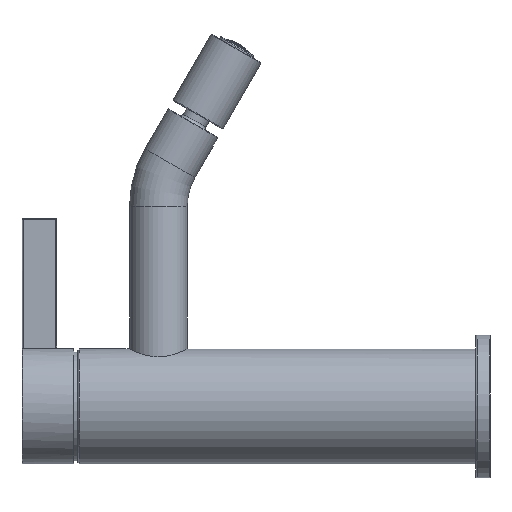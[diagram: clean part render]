
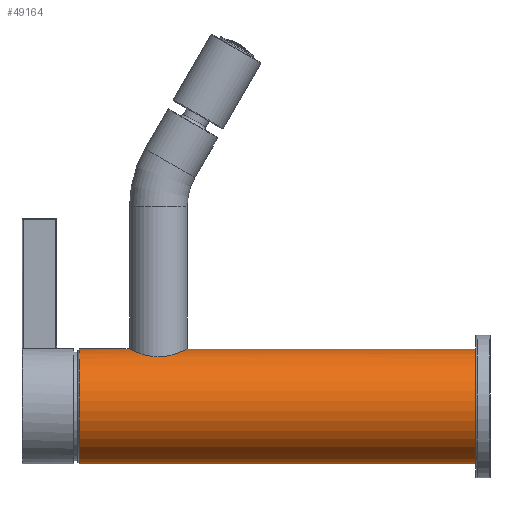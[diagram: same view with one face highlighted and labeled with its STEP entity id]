
A CAD part, left-side view. The second image highlights one B-rep face of the part: STEP entity #49164.
In plain terms, the highlighted cylindrical face has radius 20 mm (diameter 40 mm), a full revolution.
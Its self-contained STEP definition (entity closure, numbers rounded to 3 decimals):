
#8636=CYLINDRICAL_SURFACE('',#53146,20.);
#8931=B_SPLINE_CURVE_WITH_KNOTS('',3,(#68677,#68678,#68679,#68680,#68681,
#68682,#68683,#68684,#68685,#68686,#68687,#68688,#68689,#68690,#68691,#68692,
#68693,#68694,#68695,#68696,#68697,#68698),.UNSPECIFIED.,.T.,.F.,(1,1,1,
1,1,1,1,1,1,1,1,1,1,1,1,1,1,1,1,1,1,1,1,1,1,1),(-0.012,-0.008,
-0.004,0.,0.002,0.004,0.008,
0.012,0.016,0.021,0.025,
0.027,0.029,0.031,0.033,
0.037,0.041,0.045,0.049,
0.054,0.058,0.062,0.066,
0.068,0.07,0.074),.UNSPECIFIED.);
#12328=ORIENTED_EDGE('',*,*,#27926,.T.);
#12329=ORIENTED_EDGE('',*,*,#27927,.T.);
#12330=ORIENTED_EDGE('',*,*,#27925,.T.);
#27925=EDGE_CURVE('',#35733,#35733,#40980,.T.);
#27926=EDGE_CURVE('',#35734,#35734,#8931,.T.);
#27927=EDGE_CURVE('',#35735,#35735,#40981,.T.);
#35733=VERTEX_POINT('',#68675);
#35734=VERTEX_POINT('',#68699);
#35735=VERTEX_POINT('',#68701);
#40980=CIRCLE('',#53145,20.);
#40981=CIRCLE('',#53147,20.);
#42378=EDGE_LOOP('',(#12328));
#42379=EDGE_LOOP('',(#12329));
#42380=EDGE_LOOP('',(#12330));
#45749=FACE_BOUND('',#42378,.T.);
#45750=FACE_BOUND('',#42379,.T.);
#45751=FACE_BOUND('',#42380,.T.);
#49164=ADVANCED_FACE('',(#45749,#45750,#45751),#8636,.T.);
#53145=AXIS2_PLACEMENT_3D('',#68674,#57338,#57339);
#53146=AXIS2_PLACEMENT_3D('',#68676,#57340,#57341);
#53147=AXIS2_PLACEMENT_3D('',#68700,#57342,#57343);
#57338=DIRECTION('',(0.,-1.,0.));
#57339=DIRECTION('',(-1.,0.,0.));
#57340=DIRECTION('',(0.,1.,0.));
#57341=DIRECTION('',(1.,0.,0.));
#57342=DIRECTION('',(0.,1.,0.));
#57343=DIRECTION('',(0.,0.,1.));
#68674=CARTESIAN_POINT('',(0.,137.5,0.));
#68675=CARTESIAN_POINT('',(-20.,137.5,0.));
#68676=CARTESIAN_POINT('',(0.,-6.9,0.));
#68677=CARTESIAN_POINT('',(19.24,114.091,5.55));
#68678=CARTESIAN_POINT('',(19.431,110.69,4.732));
#68679=CARTESIAN_POINT('',(19.353,107.941,5.055));
#68680=CARTESIAN_POINT('',(19.109,105.367,5.95));
#68681=CARTESIAN_POINT('',(18.437,102.597,7.948));
#68682=CARTESIAN_POINT('',(16.82,100.357,11.048));
#68683=CARTESIAN_POINT('',(14.254,99.524,14.237));
#68684=CARTESIAN_POINT('',(11.058,100.347,16.816));
#68685=CARTESIAN_POINT('',(8.453,102.237,18.172));
#68686=CARTESIAN_POINT('',(6.753,104.251,18.839));
#68687=CARTESIAN_POINT('',(5.724,106.017,19.17));
#68688=CARTESIAN_POINT('',(5.06,107.922,19.351));
#68689=CARTESIAN_POINT('',(4.731,110.688,19.431));
#68690=CARTESIAN_POINT('',(5.542,114.068,19.243));
#68691=CARTESIAN_POINT('',(7.935,117.389,18.443));
#68692=CARTESIAN_POINT('',(11.035,119.637,16.828));
#68693=CARTESIAN_POINT('',(14.228,120.478,14.264));
#68694=CARTESIAN_POINT('',(16.819,119.65,11.053));
#68695=CARTESIAN_POINT('',(18.44,117.393,7.941));
#68696=CARTESIAN_POINT('',(19.24,114.091,5.55));
#68697=CARTESIAN_POINT('',(19.431,110.69,4.732));
#68698=CARTESIAN_POINT('',(19.353,107.941,5.055));
#68699=CARTESIAN_POINT('',(19.392,110.,4.894));
#68700=CARTESIAN_POINT('',(0.,0.1,0.));
#68701=CARTESIAN_POINT('',(0.,0.1,20.));
